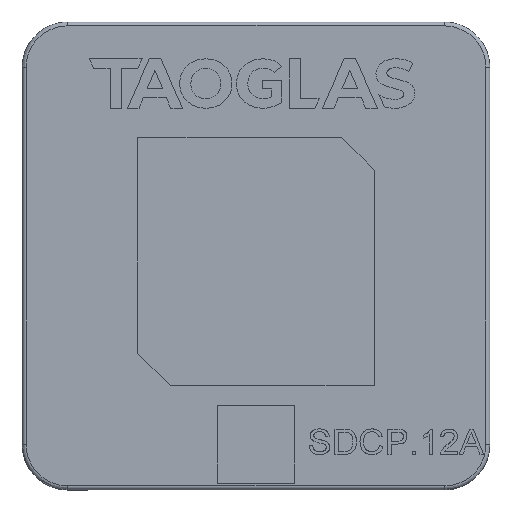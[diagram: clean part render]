
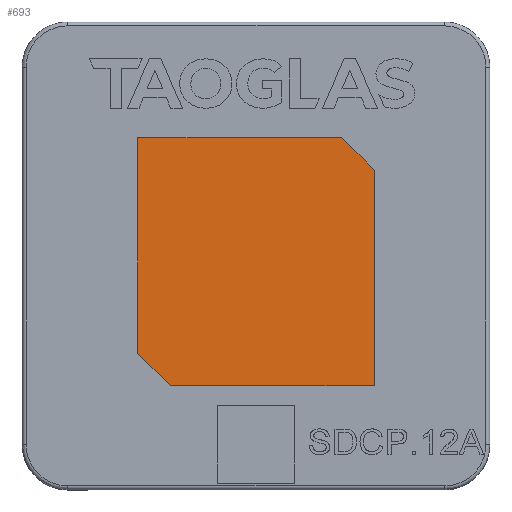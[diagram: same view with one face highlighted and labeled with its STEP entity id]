
A CAD part, top view. The second image highlights one B-rep face of the part: STEP entity #693.
In plain terms, the highlighted planar face has unit normal (0, 0, 1).
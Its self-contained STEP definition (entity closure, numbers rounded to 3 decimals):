
#54 = ORIENTED_EDGE ( 'NONE', *, *, #8619, .T. ) ;
#242 = CARTESIAN_POINT ( 'NONE',  ( 16.541, 101.794, 0.01 ) ) ;
#378 = VERTEX_POINT ( 'NONE', #13223 ) ;
#471 = VERTEX_POINT ( 'NONE', #3981 ) ;
#693 = ADVANCED_FACE ( 'NONE', ( #5100 ), #10962, .T. ) ;
#732 = ORIENTED_EDGE ( 'NONE', *, *, #5970, .T. ) ;
#799 = CARTESIAN_POINT ( 'NONE',  ( 0., 0., 0.01 ) ) ;
#1324 = CARTESIAN_POINT ( 'NONE',  ( 17.375, 100.96, 0.01 ) ) ;
#1616 = LINE ( 'NONE', #13016, #6471 ) ;
#1648 = EDGE_CURVE ( 'NONE', #378, #3060, #7550, .T. ) ;
#1697 = ORIENTED_EDGE ( 'NONE', *, *, #5969, .T. ) ;
#1754 = DIRECTION ( 'NONE',  ( 0., 1., 0. ) ) ;
#1986 = EDGE_CURVE ( 'NONE', #3060, #471, #9163, .T. ) ;
#2100 = LINE ( 'NONE', #10732, #4376 ) ;
#2190 = LINE ( 'NONE', #3347, #3153 ) ;
#3060 = VERTEX_POINT ( 'NONE', #6693 ) ;
#3153 = VECTOR ( 'NONE', #6339, 1000. ) ;
#3347 = CARTESIAN_POINT ( 'NONE',  ( 0.01, 107.33, 0.01 ) ) ;
#3635 = VECTOR ( 'NONE', #1754, 1000. ) ;
#3794 = ORIENTED_EDGE ( 'NONE', *, *, #1986, .T. ) ;
#3955 = AXIS2_PLACEMENT_3D ( 'NONE', #799, #10143, #8040 ) ;
#3981 = CARTESIAN_POINT ( 'NONE',  ( 21.776, 107.328, 0.01 ) ) ;
#4376 = VECTOR ( 'NONE', #8788, 1000. ) ;
#4839 = EDGE_CURVE ( 'NONE', #10675, #7667, #1616, .T. ) ;
#5100 = FACE_OUTER_BOUND ( 'NONE', #11363, .T. ) ;
#5375 = VERTEX_POINT ( 'NONE', #1324 ) ;
#5662 = DIRECTION ( 'NONE',  ( 0., -1., 0. ) ) ;
#5969 = EDGE_CURVE ( 'NONE', #5375, #378, #2100, .T. ) ;
#5970 = EDGE_CURVE ( 'NONE', #7667, #5375, #6976, .T. ) ;
#6081 = CARTESIAN_POINT ( 'NONE',  ( 16.541, 107.328, 0.01 ) ) ;
#6339 = DIRECTION ( 'NONE',  ( -1., 0., 0. ) ) ;
#6471 = VECTOR ( 'NONE', #5662, 1000. ) ;
#6555 = DIRECTION ( 'NONE',  ( -0.707, 0.707, 0. ) ) ;
#6580 = ORIENTED_EDGE ( 'NONE', *, *, #4839, .T. ) ;
#6604 = CARTESIAN_POINT ( 'NONE',  ( 59.172, 59.139, 0.01 ) ) ;
#6693 = CARTESIAN_POINT ( 'NONE',  ( 22.609, 106.494, 0.01 ) ) ;
#6976 = LINE ( 'NONE', #6604, #9621 ) ;
#7320 = ORIENTED_EDGE ( 'NONE', *, *, #1648, .T. ) ;
#7550 = LINE ( 'NONE', #11182, #3635 ) ;
#7667 = VERTEX_POINT ( 'NONE', #242 ) ;
#8040 = DIRECTION ( 'NONE',  ( 1., 0., 0. ) ) ;
#8619 = EDGE_CURVE ( 'NONE', #471, #10675, #2190, .T. ) ;
#8788 = DIRECTION ( 'NONE',  ( 1., 0., 0. ) ) ;
#9163 = LINE ( 'NONE', #9735, #13208 ) ;
#9621 = VECTOR ( 'NONE', #11816, 1000. ) ;
#9735 = CARTESIAN_POINT ( 'NONE',  ( 64.552, 64.552, 0.01 ) ) ;
#10143 = DIRECTION ( 'NONE',  ( 0., 0., 1. ) ) ;
#10675 = VERTEX_POINT ( 'NONE', #6081 ) ;
#10732 = CARTESIAN_POINT ( 'NONE',  ( 0., 100.96, 0.01 ) ) ;
#10962 = PLANE ( 'NONE',  #3955 ) ;
#11182 = CARTESIAN_POINT ( 'NONE',  ( 22.609, 0., 0.01 ) ) ;
#11363 = EDGE_LOOP ( 'NONE', ( #54, #6580, #732, #1697, #7320, #3794 ) ) ;
#11816 = DIRECTION ( 'NONE',  ( 0.707, -0.707, 0. ) ) ;
#13016 = CARTESIAN_POINT ( 'NONE',  ( 16.542, 0., 0.01 ) ) ;
#13208 = VECTOR ( 'NONE', #6555, 1000. ) ;
#13223 = CARTESIAN_POINT ( 'NONE',  ( 22.609, 100.96, 0.01 ) ) ;
